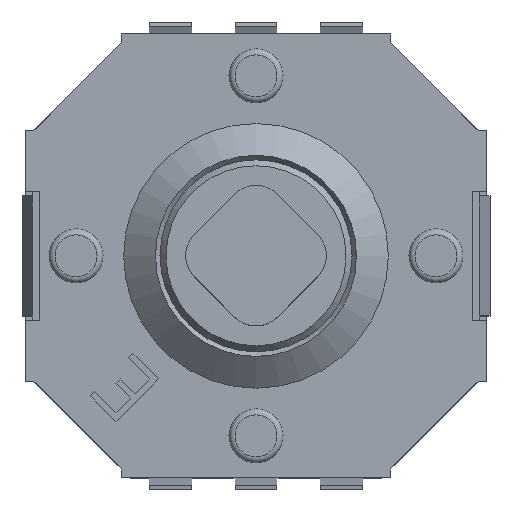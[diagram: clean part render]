
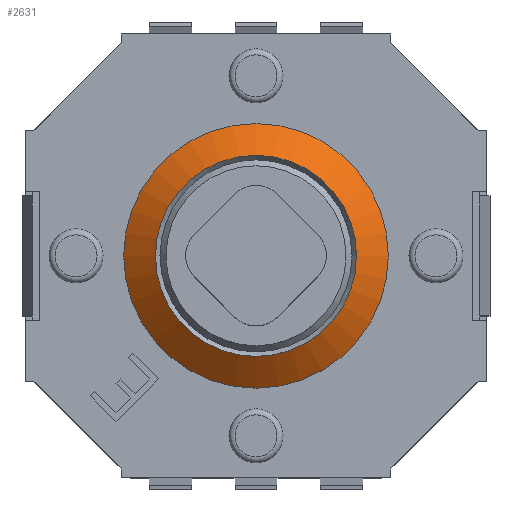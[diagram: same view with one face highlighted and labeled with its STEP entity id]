
A CAD part, top view. The second image highlights one B-rep face of the part: STEP entity #2631.
In plain terms, the highlighted conical face has half-angle 50.946 degrees and reference radius 25.4 mm.
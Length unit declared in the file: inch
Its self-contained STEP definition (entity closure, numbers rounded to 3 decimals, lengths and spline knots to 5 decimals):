
#2205=CARTESIAN_POINT('',(-0.08683,0.,0.0626));
#2206=VERTEX_POINT('',#2205);
#2207=CARTESIAN_POINT('',(0.,0.,0.0626));
#2208=DIRECTION('',(0.0,0.0,-1.0));
#2209=DIRECTION('',(1.0,0.0,0.0));
#2210=AXIS2_PLACEMENT_3D('',#2207,#2208,#2209);
#2211=CIRCLE('',#2210,0.08683);
#2212=EDGE_CURVE('',#2206,#2206,#2211,.T.);
#2612=CARTESIAN_POINT('',(0.,0.,-0.67831));
#2613=DIRECTION('',(0.0,0.0,-1.0));
#2614=DIRECTION('',(1.0,0.0,0.0));
#2615=AXIS2_PLACEMENT_3D('',#2612,#2613,#2614);
#2616=CONICAL_SURFACE('',#2615,1.0,50.946);
#2617=ORIENTED_EDGE('',*,*,#2212,.F.);
#2618=EDGE_LOOP('',(#2617));
#2619=FACE_OUTER_BOUND('',#2618,.T.);
#2620=CARTESIAN_POINT('',(0.06597,0.,0.07953));
#2621=VERTEX_POINT('',#2620);
#2622=CARTESIAN_POINT('',(0.,0.,0.07953));
#2623=DIRECTION('',(0.0,0.0,1.0));
#2624=DIRECTION('',(1.0,0.0,0.0));
#2625=AXIS2_PLACEMENT_3D('',#2622,#2623,#2624);
#2626=CIRCLE('',#2625,0.06597);
#2627=EDGE_CURVE('',#2621,#2621,#2626,.T.);
#2628=ORIENTED_EDGE('',*,*,#2627,.F.);
#2629=EDGE_LOOP('',(#2628));
#2630=FACE_BOUND('',#2629,.T.);
#2631=ADVANCED_FACE('',(#2619,#2630),#2616,.T.);
